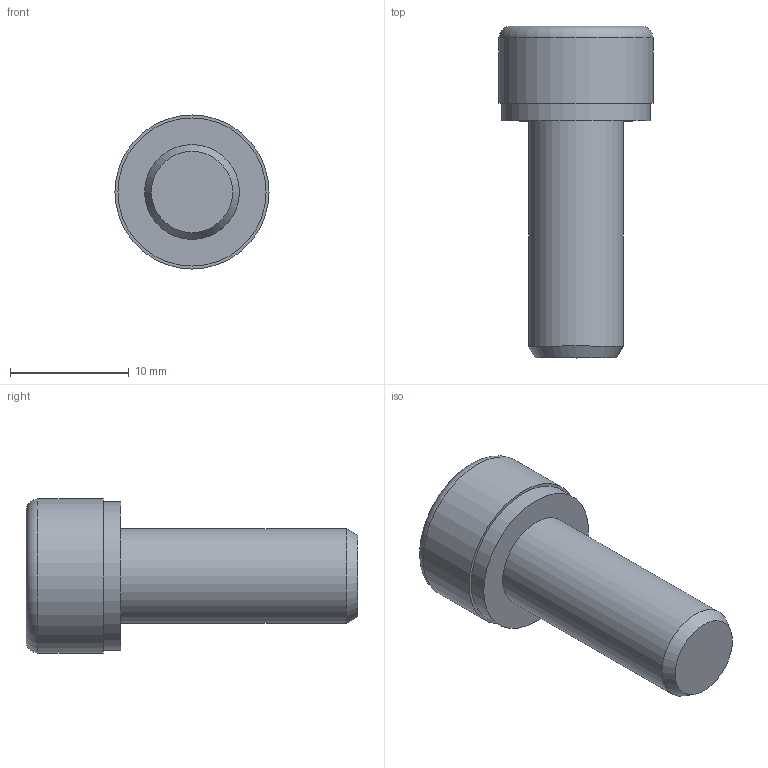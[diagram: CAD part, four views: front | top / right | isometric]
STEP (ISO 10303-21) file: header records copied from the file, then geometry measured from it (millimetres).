
FILE_DESCRIPTION (( 'STEP AP203' ), '1' );
FILE_NAME ('58333-V4A-20-B.STEP', '2020-01-24T12:16:13', ( '' ), ( '' ), 'SwSTEP 2.0', 'SolidWorks 2015', '' );
FILE_SCHEMA (( 'CONFIG_CONTROL_DESIGN' ));
Length unit declared in the file: millimetre
Products named in the file (2): 58333-V4A-20-B
Bounding box: 13 x 28 x 13 mm (x, y, z)
Volume: 1907.9 mm3; surface area: 1120.8 mm2
Topology: 1 solids, 23 shells, 342 faces, 844 edges, 562 vertices
Faces by surface type: plane 143, bspline 139, cone 56, cylinder 3, torus 1
Full cylindrical faces by diameter (mm): 8 x1, 12.5 x1, 13 x1
Entity records: 17176 total; most frequent: CARTESIAN_POINT 10515, ORIENTED_EDGE 1672, EDGE_CURVE 836, DIRECTION 718, VERTEX_POINT 558, B_SPLINE_CURVE_WITH_KNOTS 499, EDGE_LOOP 360, LINE 324
